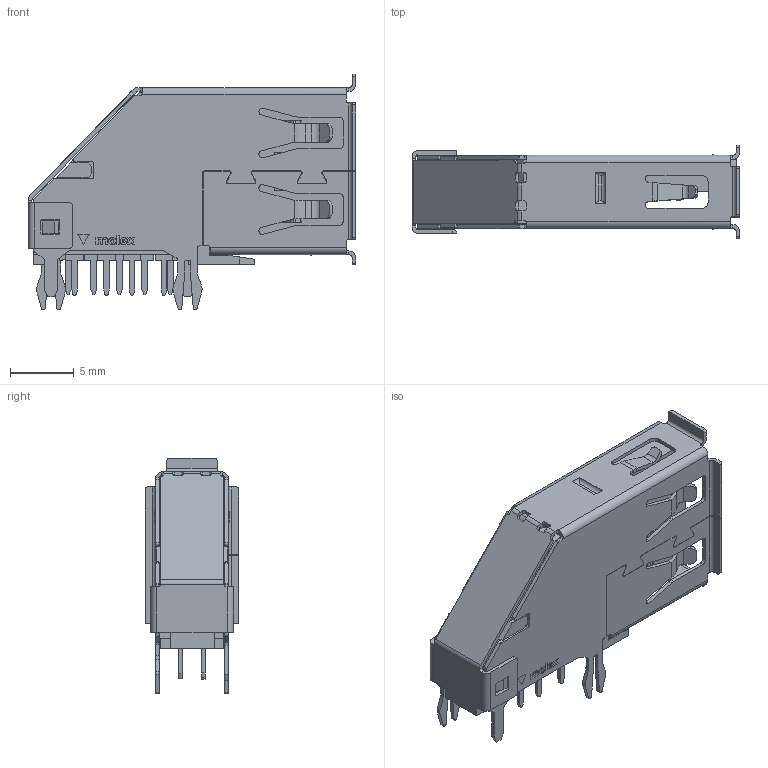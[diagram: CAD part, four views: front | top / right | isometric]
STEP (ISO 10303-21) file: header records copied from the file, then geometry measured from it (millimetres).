
FILE_DESCRIPTION(/* description */ (''),/* implementation_level */ '2;1');
FILE_NAME(/* name */ '2.stp',/* time_stamp */ '2021-06-15T11:40:26+02:00',/* author */ ('Karim'),/* organization */ (''),/* preprocessor_version */ 'ST-DEVELOPER v15.6',/* originating_system */ 'Autodesk Inventor 2015',/* authorisation */ '');
FILE_SCHEMA (('AUTOMOTIVE_DESIGN { 1 0 10303 214 3 1 1 }'));
Length unit declared in the file: millimetre
Products named in the file (10): 1; 2; 3; 4; 6; 7; 484040003; Molex Logo
Bounding box: 25.7 x 7.32 x 18.46 mm (x, y, z)
Volume: 1290.7 mm3; surface area: 3002.3 mm2
Topology: 35 solids, 35 shells, 1084 faces, 3015 edges, 1990 vertices
Faces by surface type: plane 728, cylinder 277, bspline 78, sphere 1
Entity records: 35645 total; most frequent: CARTESIAN_POINT 7560, ORIENTED_EDGE 6024, DIRECTION 5465, EDGE_CURVE 3012, LINE 2297, VECTOR 2297, VERTEX_POINT 1988, AXIS2_PLACEMENT_3D 1584
